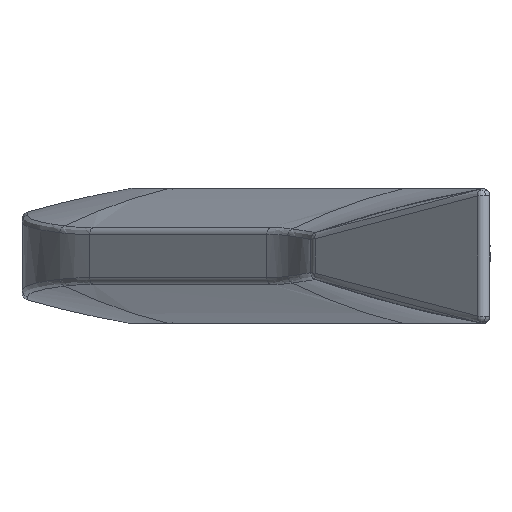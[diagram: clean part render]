
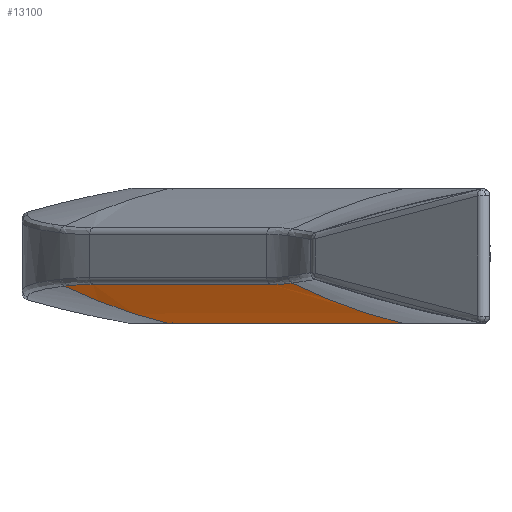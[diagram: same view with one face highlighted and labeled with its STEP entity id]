
A CAD part, left-side view. The second image highlights one B-rep face of the part: STEP entity #13100.
In plain terms, the highlighted cylindrical face has radius 68.618 mm (diameter 137.235 mm), a partial arc.
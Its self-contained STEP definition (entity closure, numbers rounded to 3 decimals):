
#11300=CARTESIAN_POINT('',(-118.419,-1.581,
62.961));
#11310=DIRECTION('',(-0.707,-0.707,0.));
#11320=DIRECTION('',(0.,0.,-1.));
#11330=AXIS2_PLACEMENT_3D('',#11300,#11310,#11320);
#11340=CIRCLE('',#11330,68.618);
#11350=CARTESIAN_POINT('',(-134.296,14.296,
-1.879));
#11360=VERTEX_POINT('',#11350);
#11370=CARTESIAN_POINT('',(-126.607,6.607,
-4.673));
#11380=VERTEX_POINT('',#11370);
#11390=EDGE_CURVE('',#11360,#11380,#11340,.T.);
#12610=CARTESIAN_POINT('',(-102.201,14.636,
62.961));
#12620=DIRECTION('',(-0.707,-0.707,0.));
#12630=DIRECTION('',(0.707,-0.707,0.));
#12640=AXIS2_PLACEMENT_3D('',#12610,#12620,#12630);
#12650=CYLINDRICAL_SURFACE('',#12640,68.618);
#12660=CARTESIAN_POINT('',(-120.133,28.074,
-1.973));
#12670=CARTESIAN_POINT('',(-119.375,28.832,
-1.973));
#12680=CARTESIAN_POINT('',(-118.548,29.503,
-2.011));
#12690=CARTESIAN_POINT('',(-117.652,30.087,
-2.085));
#12700=B_SPLINE_CURVE_WITH_KNOTS('',3,(#12660,#12670,#12680,#12690),
.UNSPECIFIED.,.F.,.F.,(4,4),(0.,0.003),.UNSPECIFIED.);
#12710=CARTESIAN_POINT('',(-120.133,28.074,
-1.973));
#12720=VERTEX_POINT('',#12710);
#12730=CARTESIAN_POINT('',(-117.652,30.086,
-2.085));
#12740=VERTEX_POINT('',#12730);
#12750=EDGE_CURVE('',#12720,#12740,#12700,.T.);
#12760=ORIENTED_EDGE('',*,*,#12750,.T.);
#12770=CARTESIAN_POINT('',(-117.887,30.321,
-1.973));
#12780=DIRECTION('',(0.707,0.707,0.));
#12790=VECTOR('',#12780,1000.);
#12800=LINE('',#12770,#12790);
#12810=CARTESIAN_POINT('',(-132.397,15.811,
-1.973));
#12820=VERTEX_POINT('',#12810);
#12830=EDGE_CURVE('',#12820,#12720,#12800,.T.);
#12840=ORIENTED_EDGE('',*,*,#12830,.T.);
#12850=CARTESIAN_POINT('',(-134.296,14.296,
-1.879));
#12860=CARTESIAN_POINT('',(-133.607,14.729,
-1.942));
#12870=CARTESIAN_POINT('',(-132.974,15.234,
-1.973));
#12880=CARTESIAN_POINT('',(-132.397,15.811,
-1.973));
#12890=B_SPLINE_CURVE_WITH_KNOTS('',3,(#12850,#12860,#12870,#12880),
.UNSPECIFIED.,.F.,.F.,(4,4),(0.,0.002),
.UNSPECIFIED.);
#12900=EDGE_CURVE('',#11360,#12820,#12890,.T.);
#12910=ORIENTED_EDGE('',*,*,#12900,.T.);
#12920=ORIENTED_EDGE('',*,*,#11390,.F.);
#12930=CARTESIAN_POINT('',(-110.39,22.825,
-4.673));
#12940=DIRECTION('',(-0.707,-0.707,0.));
#12950=VECTOR('',#12940,1000.);
#12960=LINE('',#12930,#12950);
#12970=CARTESIAN_POINT('',(-110.39,22.825,
-4.673));
#12980=VERTEX_POINT('',#12970);
#12990=EDGE_CURVE('',#12980,#11380,#12960,.T.);
#13000=ORIENTED_EDGE('',*,*,#12990,.T.);
#13010=CARTESIAN_POINT('',(-102.201,14.636,
62.961));
#13020=DIRECTION('',(-0.707,-0.707,0.));
#13030=DIRECTION('',(0.,0.,-1.));
#13040=AXIS2_PLACEMENT_3D('',#13010,#13020,#13030);
#13050=CIRCLE('',#13040,68.618);
#13060=EDGE_CURVE('',#12740,#12980,#13050,.T.);
#13070=ORIENTED_EDGE('',*,*,#13060,.T.);
#13080=EDGE_LOOP('',(#13070,#13000,#12920,#12910,#12840,#12760));
#13090=FACE_OUTER_BOUND('',#13080,.T.);
#13100=ADVANCED_FACE('',(#13090),#12650,.T.);
